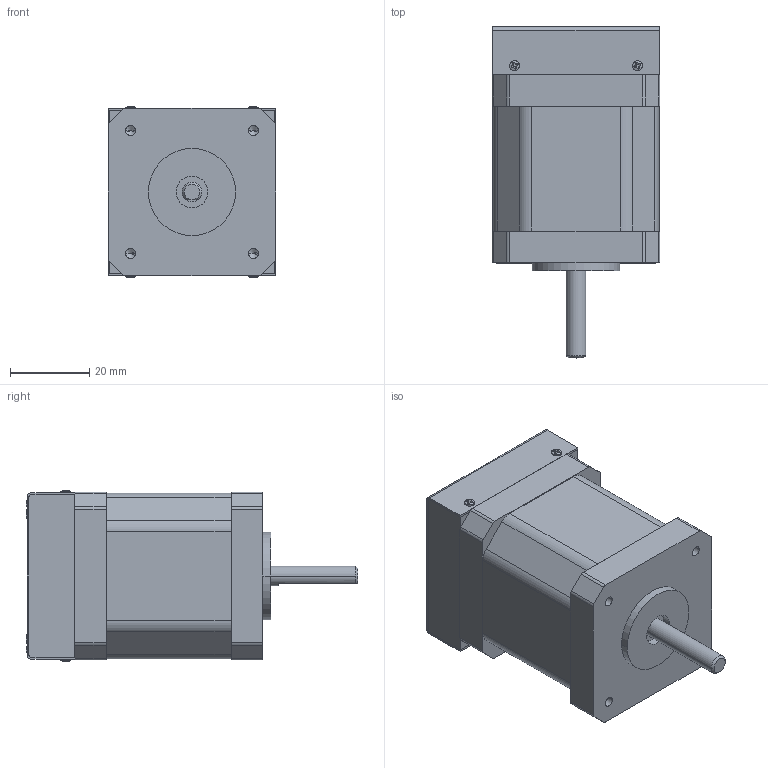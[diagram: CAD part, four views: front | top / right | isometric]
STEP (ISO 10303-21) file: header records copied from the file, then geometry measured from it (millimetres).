
FILE_DESCRIPTION (( 'STEP AP214' ), '1' );
FILE_NAME ('PD42-3-1070.STEP', '2020-11-05T11:21:47', ( '' ), ( '' ), 'SwSTEP 2.0', 'SolidWorks 2020', '' );
FILE_SCHEMA (( 'AUTOMOTIVE_DESIGN' ));
Length unit declared in the file: millimetre
Products named in the file (203): RESC1005_EIA_0402^C8_TMCM-1070_V10_1070; Pin_Shape^876348000_U4_TMCM-1070_V10_1070; J2^TMCM-1070_V10_1070; ^1070; C16^TMCM-1070_V10_1070; RESC1005_EIA_0402^C5_TMCM-1070_V10_1070; CAPC1608X92N_EIA_0603^C2_TMCM-1070_V10_1070; RESC1005_EIA_0402^C17_TMCM-1070_V10_1070; RESC1005_EIA_0402^U1_TMCM-1070_V10_1070; Open_CASCADE_STEP_translator_6.8_10.1.1^Body_876348512_D1_TMCM-1070_V10_1070; CAPC1005X55N_EIA_0402^C17_TMCM-1070_V10_1070; RESC1005_EIA_0402^R6_TMCM-1070_V10_1070; RESC1608_EIA_0603^R4_TMCM-1070_V10_1070; RESC1005_EIA_0402^C15_TMCM-1070_V10_1070; Tab^876350048_D2_TMCM-1070_V10_1070; parallel pin unhardened_iso_ISO 2338 - 1.5 h8 x 5 - St^1070; D1^TMCM-1070_V10_1070; 219-3poles^S2_TMCM-1070_V10_1070; U2^TMCM-1070_V10_1070; RESC1005_EIA_0402^C20_TMCM-1070_V10_1070; R10^TMCM-1070_V10_1070; TMCM-1070_V10^1070; CAPC1608X92N_EIA_0603^C3_TMCM-1070_V10_1070; RESC1608_EIA_0603^R3_TMCM-1070_V10_1070; R21^TMCM-1070_V10_1070; Open_CASCADE_STEP_translator_6.8_2.1.1^CenterLeader_876351200_U1_TMCM-1070_V10_1070; R5^TMCM-1070_V10_1070; Open_CASCADE_STEP_translator_6.8_22.2.1^Body_5_876348000_U4_TMCM-1070_V10_1070; CAPC1608X92N_EIA_0603^C11_TMCM-1070_V10_1070; CAPC1005X55N_EIA_0402^C20_TMCM-1070_V10_1070; RESC1005_EIA_0402^R1_TMCM-1070_V10_1070; C7^TMCM-1070_V10_1070; Body_5^876348000_U4_TMCM-1070_V10_1070; socket head cap screw_iso_ISO 4762 M1.6 x 6 - 6C^1070; RESC1005_EIA_0402^D1_TMCM-1070_V10_1070; RESC3216_EIA_1206^R12_TMCM-1070_V10_1070; RESC1005_EIA_0402^U4_TMCM-1070_V10_1070; C3^TMCM-1070_V10_1070; RESC1005_EIA_0402^R11_TMCM-1070_V10_1070; RESC1005_EIA_0402^R17_TMCM-1070_V10_1070 ...
Assembly tree (265 placements, depth 7):
  PD42-3-1070
    1070
      TMCM-1070_V10^1070
        R7^TMCM-1070_V10_1070
          RESC1005_EIA_0402^R7_TMCM-1070_V10_1070  x2
        D1^TMCM-1070_V10_1070
          876348512^D1_TMCM-1070_V10_1070
            Body^876348512_D1_TMCM-1070_V10_1070
              Open_CASCADE_STEP_translator_6.8_10.1.1^Body_876348512_D1_TMCM-1070_V10_1070
            Lead^876348512_D1_TMCM-1070_V10_1070  x2
          RESC1005_EIA_0402^D1_TMCM-1070_V10_1070
        S3^TMCM-1070_V10_1070
          RESC1005_EIA_0402^S3_TMCM-1070_V10_1070
          219-3poles^S3_TMCM-1070_V10_1070
        S2^TMCM-1070_V10_1070
          RESC1005_EIA_0402^S2_TMCM-1070_V10_1070
          219-3poles^S2_TMCM-1070_V10_1070
        R16^TMCM-1070_V10_1070
          RESC1005_EIA_0402^R16_TMCM-1070_V10_1070  x2
        R17^TMCM-1070_V10_1070
          RESC1005_EIA_0402^R17_TMCM-1070_V10_1070  x2
        R15^TMCM-1070_V10_1070
          RESC1005_EIA_0402^R15_TMCM-1070_V10_1070  x2
        R6^TMCM-1070_V10_1070
          RESC1005_EIA_0402^R6_TMCM-1070_V10_1070  x2
        R5^TMCM-1070_V10_1070
          RESC1005_EIA_0402^R5_TMCM-1070_V10_1070  x2
        R3^TMCM-1070_V10_1070
          RESC1005_EIA_0402^R3_TMCM-1070_V10_1070
          RESC1608_EIA_0603^R3_TMCM-1070_V10_1070
        R2^TMCM-1070_V10_1070
          RESC1005_EIA_0402^R2_TMCM-1070_V10_1070
          RESC1608_EIA_0603^R2_TMCM-1070_V10_1070
        R1^TMCM-1070_V10_1070
          RESC1005_EIA_0402^R1_TMCM-1070_V10_1070
          RESC1608_EIA_0603^R1_TMCM-1070_V10_1070
        C2^TMCM-1070_V10_1070
          RESC1005_EIA_0402^C2_TMCM-1070_V10_1070
          CAPC1608X92N_EIA_0603^C2_TMCM-1070_V10_1070
        J2^TMCM-1070_V10_1070
          RESC1005_EIA_0402^J2_TMCM-1070_V10_1070
          B4B-PH-K-S^J2_TMCM-1070_V10_1070
        C1^TMCM-1070_V10_1070
          RESC1005_EIA_0402^C1_TMCM-1070_V10_1070
          CAPC1608X92N_EIA_0603^C1_TMCM-1070_V10_1070
        C3^TMCM-1070_V10_1070
          RESC1005_EIA_0402^C3_TMCM-1070_V10_1070
          CAPC1608X92N_EIA_0603^C3_TMCM-1070_V10_1070
        C4^TMCM-1070_V10_1070
          RESC1005_EIA_0402^C4_TMCM-1070_V10_1070
          CAPC1608X92N_EIA_0603^C4_TMCM-1070_V10_1070
        C8^TMCM-1070_V10_1070
          RESC1005_EIA_0402^C8_TMCM-1070_V10_1070
          CAPC3216X190N_EIA_1206^C8_TMCM-1070_V10_1070
        C9^TMCM-1070_V10_1070
          RESC1005_EIA_0402^C9_TMCM-1070_V10_1070
          CAPC1608X92N_EIA_0603^C9_TMCM-1070_V10_1070
        C10^TMCM-1070_V10_1070
          RESC1005_EIA_0402^C10_TMCM-1070_V10_1070
          CAPC1608X92N_EIA_0603^C10_TMCM-1070_V10_1070
Bounding box: 42.3 x 83.74 x 43.1 mm (x, y, z)
Volume: 89971.3 mm3; surface area: 31465.6 mm2
Topology: 187 solids, 189 shells, 3926 faces, 9733 edges, 6048 vertices
Faces by surface type: plane 2647, cylinder 816, sphere 234, bspline 162, cone 59, torus 8
Entity records: 112340 total; most frequent: CARTESIAN_POINT 26431, ORIENTED_EDGE 15384, DIRECTION 15304, EDGE_CURVE 7694, LINE 5838, VECTOR 5838, VERTEX_POINT 4843, AXIS2_PLACEMENT_3D 4733
